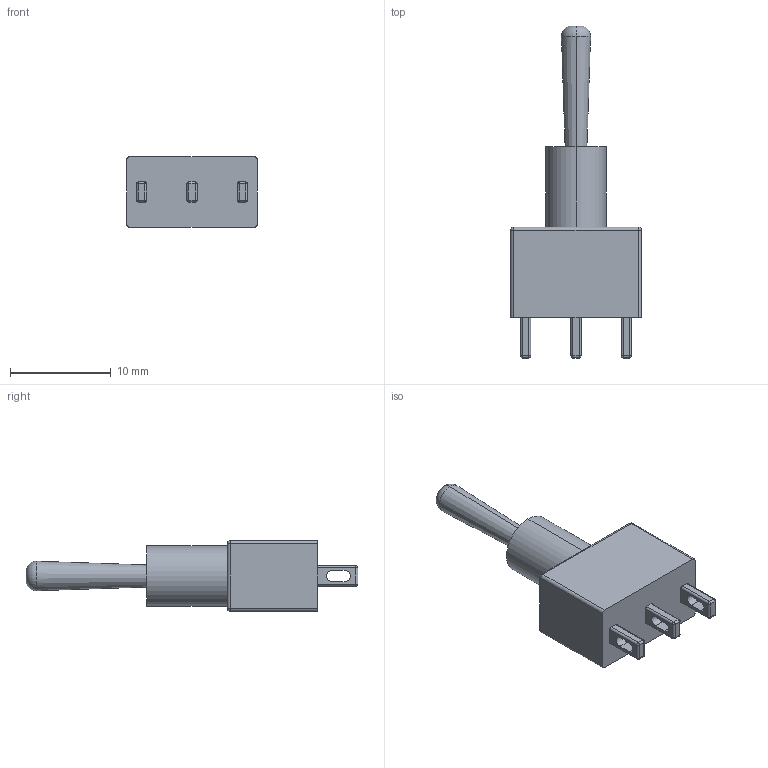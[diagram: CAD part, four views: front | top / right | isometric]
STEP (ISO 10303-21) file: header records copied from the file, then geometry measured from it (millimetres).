
FILE_DESCRIPTION (( 'STEP AP214' ), '1' );
FILE_NAME ('DBRIS Switch.STEP', '2023-12-29T22:07:48', ( '' ), ( '' ), 'SwSTEP 2.0', 'SolidWorks 2023', '' );
FILE_SCHEMA (( 'AUTOMOTIVE_DESIGN' ));
Length unit declared in the file: millimetre
Products named in the file (1): DBRIS Switch
Bounding box: 13 x 33 x 7 mm (x, y, z)
Volume: 1095.2 mm3; surface area: 907.8 mm2
Topology: 1 solids, 1 shells, 92 faces, 218 edges, 118 vertices
Faces by surface type: cylinder 42, plane 30, sphere 16, torus 2, cone 2
Entity records: 2533 total; most frequent: DIRECTION 480, CARTESIAN_POINT 413, ORIENTED_EDGE 404, EDGE_CURVE 202, AXIS2_PLACEMENT_3D 185, VERTEX_POINT 118, LINE 110, VECTOR 110
